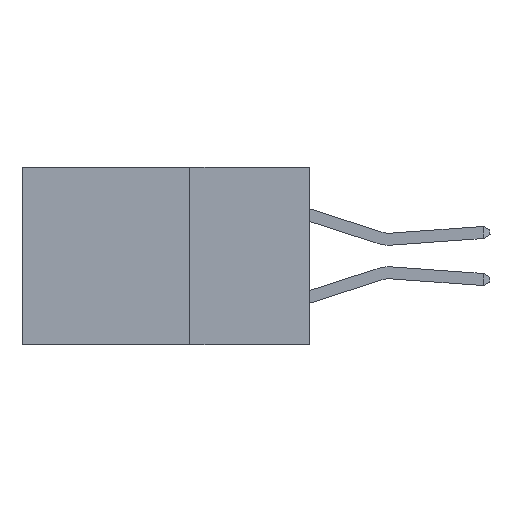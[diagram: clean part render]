
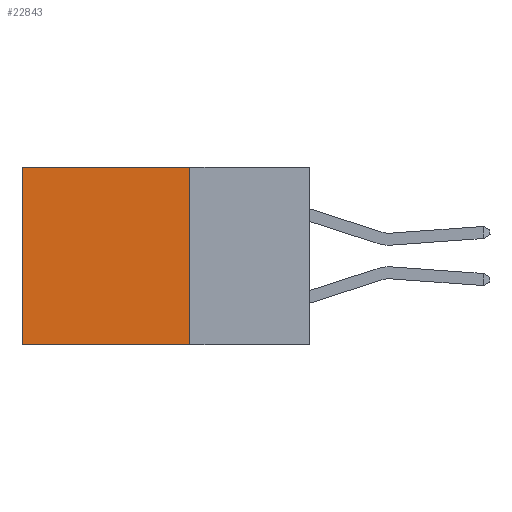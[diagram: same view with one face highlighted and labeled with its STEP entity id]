
A CAD part, left-side view. The second image highlights one B-rep face of the part: STEP entity #22843.
In plain terms, the highlighted planar face has unit normal (-1, 0, 0).
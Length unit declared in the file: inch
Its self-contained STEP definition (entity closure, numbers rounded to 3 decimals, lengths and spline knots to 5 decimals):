
#275 = AXIS2_PLACEMENT_3D ( 'NONE', #9306, #13338, #1152 ) ;
#384 = ORIENTED_EDGE ( 'NONE', *, *, #14138, .F. ) ;
#1139 = CARTESIAN_POINT ( 'NONE',  ( 0.298, 0.25, 0. ) ) ;
#1152 = DIRECTION ( 'NONE',  ( 0., 0., -1. ) ) ;
#1702 = EDGE_CURVE ( 'NONE', #16397, #8433, #24490, .T. ) ;
#2681 = DIRECTION ( 'NONE',  ( 0., 1., 0. ) ) ;
#4675 = VECTOR ( 'NONE', #14425, 39.37008 ) ;
#5353 = LINE ( 'NONE', #9955, #6005 ) ;
#6005 = VECTOR ( 'NONE', #23949, 39.37008 ) ;
#6566 = VERTEX_POINT ( 'NONE', #11481 ) ;
#8399 = FACE_OUTER_BOUND ( 'NONE', #22339, .T. ) ;
#8433 = VERTEX_POINT ( 'NONE', #9230 ) ;
#9230 = CARTESIAN_POINT ( 'NONE',  ( 0.298, 0.6, -0.37 ) ) ;
#9306 = CARTESIAN_POINT ( 'NONE',  ( 0.298, 0.25, 0. ) ) ;
#9955 = CARTESIAN_POINT ( 'NONE',  ( 0.298, 0.25, 0. ) ) ;
#10078 = LINE ( 'NONE', #12394, #4675 ) ;
#10729 = DIRECTION ( 'NONE',  ( 0., 0., -1. ) ) ;
#11158 = ORIENTED_EDGE ( 'NONE', *, *, #1702, .T. ) ;
#11194 = CARTESIAN_POINT ( 'NONE',  ( 0.298, 0.6, 0. ) ) ;
#11222 = PLANE ( 'NONE',  #275 ) ;
#11481 = CARTESIAN_POINT ( 'NONE',  ( 0.298, 0.25, -0.37 ) ) ;
#12394 = CARTESIAN_POINT ( 'NONE',  ( 0.298, 0.25, 0. ) ) ;
#12636 = EDGE_CURVE ( 'NONE', #15760, #16397, #10078, .T. ) ;
#12813 = ORIENTED_EDGE ( 'NONE', *, *, #19725, .F. ) ;
#13338 = DIRECTION ( 'NONE',  ( 1., 0., 0. ) ) ;
#14138 = EDGE_CURVE ( 'NONE', #6566, #8433, #19841, .T. ) ;
#14425 = DIRECTION ( 'NONE',  ( 0., 1., 0. ) ) ;
#14808 = CARTESIAN_POINT ( 'NONE',  ( 0.298, 0.25, -0.37 ) ) ;
#15685 = ORIENTED_EDGE ( 'NONE', *, *, #12636, .T. ) ;
#15760 = VERTEX_POINT ( 'NONE', #1139 ) ;
#16397 = VERTEX_POINT ( 'NONE', #25248 ) ;
#19217 = VECTOR ( 'NONE', #2681, 39.37008 ) ;
#19725 = EDGE_CURVE ( 'NONE', #15760, #6566, #5353, .T. ) ;
#19841 = LINE ( 'NONE', #14808, #19217 ) ;
#22339 = EDGE_LOOP ( 'NONE', ( #11158, #384, #12813, #15685 ) ) ;
#22843 = ADVANCED_FACE ( 'NONE', ( #8399 ), #11222, .F. ) ;
#23861 = VECTOR ( 'NONE', #10729, 39.37008 ) ;
#23949 = DIRECTION ( 'NONE',  ( 0., 0., -1. ) ) ;
#24490 = LINE ( 'NONE', #11194, #23861 ) ;
#25248 = CARTESIAN_POINT ( 'NONE',  ( 0.298, 0.6, 0. ) ) ;
